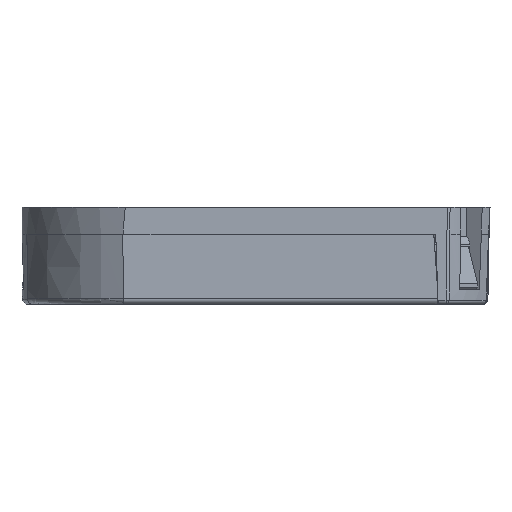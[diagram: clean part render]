
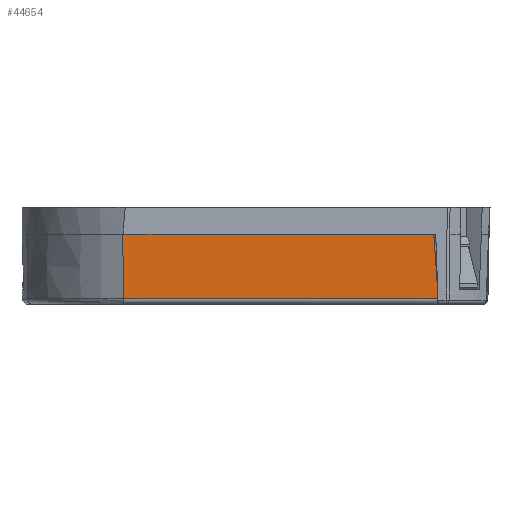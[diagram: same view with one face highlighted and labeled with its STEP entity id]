
A CAD part, left-side view. The second image highlights one B-rep face of the part: STEP entity #44654.
In plain terms, the highlighted planar face has unit normal (-1, 0, -0.018).
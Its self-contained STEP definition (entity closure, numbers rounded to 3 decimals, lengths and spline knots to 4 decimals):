
#9774=DIRECTION('',(-0.017,0.07,0.997));
#9775=VECTOR('',#9774,0.2013);
#9776=CARTESIAN_POINT('',(-0.5853,-0.6113,
-0.1426));
#9777=LINE('',#9776,#9775);
#10078=DIRECTION('',(0.,1.,0.));
#10079=VECTOR('',#10078,1.1345);
#10080=CARTESIAN_POINT('',(-0.5888,-0.5972,
0.0582));
#10081=LINE('',#10080,#10079);
#10099=DIRECTION('',(0.017,0.,-1.));
#10100=VECTOR('',#10099,0.0358);
#10101=CARTESIAN_POINT('',(-0.5853,-0.6113,
-0.1426));
#10102=LINE('',#10101,#10100);
#10103=DIRECTION('',(0.,-1.,0.));
#10104=VECTOR('',#10103,1.1477);
#10105=CARTESIAN_POINT('',(-0.5847,0.5364,
-0.1784));
#10106=LINE('',#10105,#10104);
#10257=CARTESIAN_POINT('',(-0.5847,0.5364,
-0.1784));
#10258=CARTESIAN_POINT('',(-0.5852,0.5365,
-0.1521));
#10259=CARTESIAN_POINT('',(-0.5861,0.5367,
-0.0996));
#10260=CARTESIAN_POINT('',(-0.5874,0.5369,
-0.0208));
#10261=CARTESIAN_POINT('',(-0.5884,0.5371,
0.0319));
#10262=CARTESIAN_POINT('',(-0.5888,0.5372,
0.0582));
#24098=CARTESIAN_POINT('',(-0.5888,-0.5972,
0.0582));
#24099=VERTEX_POINT('',#24098);
#24586=CARTESIAN_POINT('',(-0.5888,0.5372,
0.0582));
#24587=VERTEX_POINT('',#24586);
#25859=CARTESIAN_POINT('',(-0.5847,0.5364,
-0.1784));
#25860=VERTEX_POINT('',#25859);
#25968=CARTESIAN_POINT('',(-0.5847,-0.6113,
-0.1784));
#25969=VERTEX_POINT('',#25968);
#25970=CARTESIAN_POINT('',(-0.5853,-0.6113,
-0.1426));
#25971=VERTEX_POINT('',#25970);
#44639=CARTESIAN_POINT('',(-0.5888,0.5372,
0.0582));
#44640=DIRECTION('',(-1.,0.,-0.017));
#44641=DIRECTION('',(-0.012,-0.701,0.713));
#44642=AXIS2_PLACEMENT_3D('',#44639,#44640,#44641);
#44643=PLANE('',#44642);
#44644=ORIENTED_EDGE('',*,*,#44619,.F.);
#44645=ORIENTED_EDGE('',*,*,#44066,.F.);
#44647=ORIENTED_EDGE('',*,*,#44646,.T.);
#44649=ORIENTED_EDGE('',*,*,#44648,.F.);
#44651=ORIENTED_EDGE('',*,*,#44650,.T.);
#44652=EDGE_LOOP('',(#44644,#44645,#44647,#44649,#44651));
#44653=FACE_OUTER_BOUND('',#44652,.F.);
#10263=B_SPLINE_CURVE_WITH_KNOTS('',3,(#10257,#10258,#10259,#10260,#10261,
#10262),.UNSPECIFIED.,.F.,.F.,(4,1,1,4),(0.,0.3333,
0.6667,1.),.UNSPECIFIED.);
#44066=EDGE_CURVE('',#25971,#24099,#9777,.T.);
#44619=EDGE_CURVE('',#24099,#24587,#10081,.T.);
#44646=EDGE_CURVE('',#25971,#25969,#10102,.T.);
#44648=EDGE_CURVE('',#25860,#25969,#10106,.T.);
#44650=EDGE_CURVE('',#25860,#24587,#10263,.T.);
#44654=ADVANCED_FACE('',(#44653),#44643,.T.);
